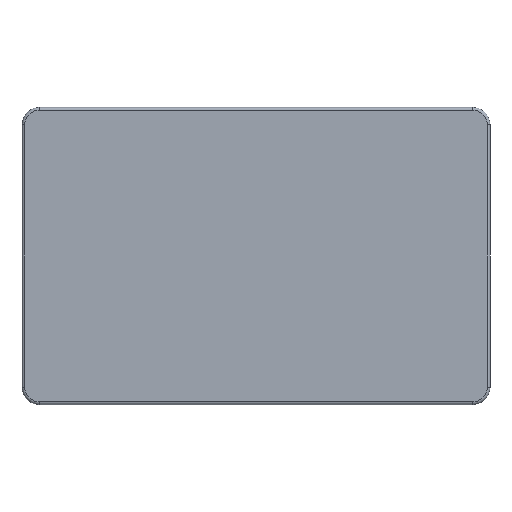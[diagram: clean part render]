
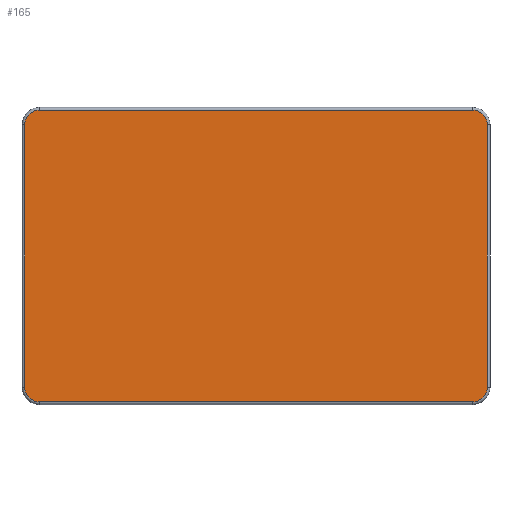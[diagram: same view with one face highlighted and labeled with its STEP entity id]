
A CAD part, front view. The second image highlights one B-rep face of the part: STEP entity #165.
In plain terms, the highlighted planar face has unit normal (0, -1, 0).
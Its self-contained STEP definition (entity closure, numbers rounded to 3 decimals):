
#23=FACE_OUTER_BOUND('',#33,.T.);
#33=EDGE_LOOP('',(#115,#116,#117,#118,#119,#120,#121,#122));
#43=LINE('',#283,#51);
#44=LINE('',#287,#52);
#45=LINE('',#291,#53);
#46=LINE('',#294,#54);
#51=VECTOR('',#221,10.);
#52=VECTOR('',#224,10.);
#53=VECTOR('',#227,10.);
#54=VECTOR('',#230,10.);
#59=CIRCLE('',#190,2.675);
#60=CIRCLE('',#191,2.675);
#61=CIRCLE('',#192,2.675);
#62=CIRCLE('',#193,2.675);
#75=VERTEX_POINT('',#279);
#76=VERTEX_POINT('',#280);
#77=VERTEX_POINT('',#282);
#78=VERTEX_POINT('',#284);
#79=VERTEX_POINT('',#286);
#80=VERTEX_POINT('',#288);
#81=VERTEX_POINT('',#290);
#82=VERTEX_POINT('',#292);
#91=EDGE_CURVE('',#75,#76,#59,.T.);
#92=EDGE_CURVE('',#77,#75,#43,.T.);
#93=EDGE_CURVE('',#78,#77,#60,.T.);
#94=EDGE_CURVE('',#79,#78,#44,.T.);
#95=EDGE_CURVE('',#80,#79,#61,.T.);
#96=EDGE_CURVE('',#81,#80,#45,.T.);
#97=EDGE_CURVE('',#82,#81,#62,.T.);
#98=EDGE_CURVE('',#76,#82,#46,.T.);
#115=ORIENTED_EDGE('',*,*,#91,.F.);
#116=ORIENTED_EDGE('',*,*,#92,.F.);
#117=ORIENTED_EDGE('',*,*,#93,.F.);
#118=ORIENTED_EDGE('',*,*,#94,.F.);
#119=ORIENTED_EDGE('',*,*,#95,.F.);
#120=ORIENTED_EDGE('',*,*,#96,.F.);
#121=ORIENTED_EDGE('',*,*,#97,.F.);
#122=ORIENTED_EDGE('',*,*,#98,.F.);
#163=PLANE('',#189);
#165=ADVANCED_FACE('',(#23),#163,.F.);
#189=AXIS2_PLACEMENT_3D('',#278,#217,#218);
#190=AXIS2_PLACEMENT_3D('',#281,#219,#220);
#191=AXIS2_PLACEMENT_3D('',#285,#222,#223);
#192=AXIS2_PLACEMENT_3D('',#289,#225,#226);
#193=AXIS2_PLACEMENT_3D('',#293,#228,#229);
#217=DIRECTION('center_axis',(0.,1.,0.));
#218=DIRECTION('ref_axis',(-1.,0.,0.));
#219=DIRECTION('center_axis',(0.,1.,0.));
#220=DIRECTION('ref_axis',(0.707,0.,0.707));
#221=DIRECTION('',(1.,0.,0.));
#222=DIRECTION('center_axis',(0.,1.,0.));
#223=DIRECTION('ref_axis',(-0.707,0.,0.707));
#224=DIRECTION('',(0.,0.,1.));
#225=DIRECTION('center_axis',(0.,1.,0.));
#226=DIRECTION('ref_axis',(-0.707,0.,-0.707));
#227=DIRECTION('',(-1.,0.,0.));
#228=DIRECTION('center_axis',(0.,1.,0.));
#229=DIRECTION('ref_axis',(0.707,0.,-0.707));
#230=DIRECTION('',(0.,0.,-1.));
#278=CARTESIAN_POINT('Origin',(-67.5,1.,-33.));
#279=CARTESIAN_POINT('',(-28.175,1.,-6.5));
#280=CARTESIAN_POINT('',(-25.5,1.,-9.175));
#281=CARTESIAN_POINT('Origin',(-28.175,1.,-9.175));
#282=CARTESIAN_POINT('',(-106.825,1.,-6.5));
#283=CARTESIAN_POINT('',(-87.163,1.,-6.5));
#284=CARTESIAN_POINT('',(-109.5,1.,-9.175));
#285=CARTESIAN_POINT('Origin',(-106.825,1.,-9.175));
#286=CARTESIAN_POINT('',(-109.5,1.,-56.825));
#287=CARTESIAN_POINT('',(-109.5,1.,-44.913));
#288=CARTESIAN_POINT('',(-106.825,1.,-59.5));
#289=CARTESIAN_POINT('Origin',(-106.825,1.,-56.825));
#290=CARTESIAN_POINT('',(-28.175,1.,-59.5));
#291=CARTESIAN_POINT('',(-47.838,1.,-59.5));
#292=CARTESIAN_POINT('',(-25.5,1.,-56.825));
#293=CARTESIAN_POINT('Origin',(-28.175,1.,-56.825));
#294=CARTESIAN_POINT('',(-25.5,1.,-21.088));
